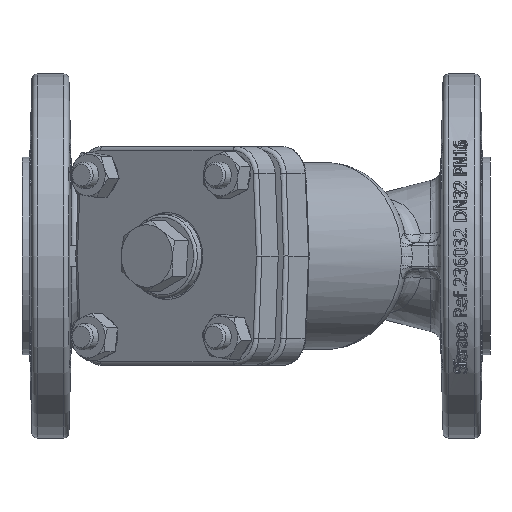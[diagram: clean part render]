
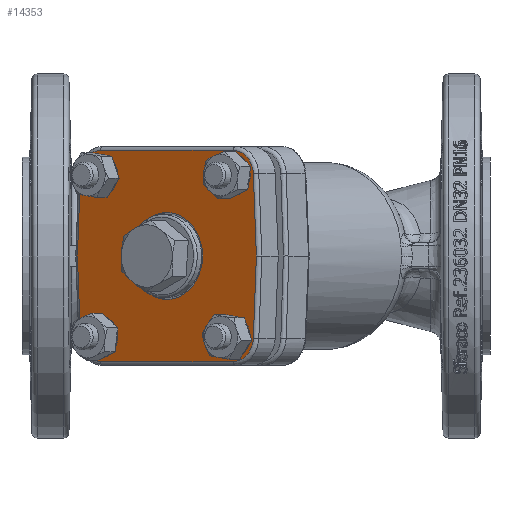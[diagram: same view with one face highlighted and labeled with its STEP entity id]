
A CAD part, front view. The second image highlights one B-rep face of the part: STEP entity #14353.
In plain terms, the highlighted planar face has unit normal (-0.574, -0.819, 0).
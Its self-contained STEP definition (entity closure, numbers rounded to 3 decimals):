
#423=PLANE('',#15289);
#622=FACE_BOUND('',#3126,.T.);
#623=FACE_BOUND('',#3127,.T.);
#624=FACE_BOUND('',#3128,.T.);
#625=FACE_BOUND('',#3129,.T.);
#626=FACE_BOUND('',#3130,.T.);
#1072=CIRCLE('',#15243,16.75);
#1073=CIRCLE('',#15245,6.);
#1075=CIRCLE('',#15248,6.);
#1077=CIRCLE('',#15251,6.);
#1079=CIRCLE('',#15254,6.);
#1097=CIRCLE('',#15290,9.5);
#1098=CIRCLE('',#15291,9.5);
#1099=CIRCLE('',#15292,9.5);
#1100=CIRCLE('',#15293,9.5);
#2122=FACE_OUTER_BOUND('',#3125,.T.);
#3125=EDGE_LOOP('',(#12641,#12642,#12643,#12644,#12645,#12646,#12647,#12648,
#12649,#12650));
#3126=EDGE_LOOP('',(#12651));
#3127=EDGE_LOOP('',(#12652));
#3128=EDGE_LOOP('',(#12653));
#3129=EDGE_LOOP('',(#12654));
#3130=EDGE_LOOP('',(#12655));
#4086=LINE('',#55893,#4827);
#4087=LINE('',#55897,#4828);
#4088=LINE('',#55899,#4829);
#4089=LINE('',#55903,#4830);
#4090=LINE('',#55907,#4831);
#4091=LINE('',#55908,#4832);
#4827=VECTOR('',#17742,1000.);
#4828=VECTOR('',#17745,1000.);
#4829=VECTOR('',#17746,1000.);
#4830=VECTOR('',#17749,1000.);
#4831=VECTOR('',#17752,1000.);
#4832=VECTOR('',#17753,1000.);
#6782=VERTEX_POINT('',#55783);
#6783=VERTEX_POINT('',#55786);
#6785=VERTEX_POINT('',#55791);
#6787=VERTEX_POINT('',#55796);
#6789=VERTEX_POINT('',#55801);
#6819=VERTEX_POINT('',#55889);
#6820=VERTEX_POINT('',#55890);
#6821=VERTEX_POINT('',#55892);
#6822=VERTEX_POINT('',#55894);
#6823=VERTEX_POINT('',#55896);
#6824=VERTEX_POINT('',#55898);
#6825=VERTEX_POINT('',#55900);
#6826=VERTEX_POINT('',#55902);
#6827=VERTEX_POINT('',#55904);
#6828=VERTEX_POINT('',#55906);
#8764=EDGE_CURVE('',#6782,#6782,#1072,.T.);
#8765=EDGE_CURVE('',#6783,#6783,#1073,.T.);
#8767=EDGE_CURVE('',#6785,#6785,#1075,.T.);
#8769=EDGE_CURVE('',#6787,#6787,#1077,.T.);
#8771=EDGE_CURVE('',#6789,#6789,#1079,.T.);
#8811=EDGE_CURVE('',#6819,#6820,#1097,.T.);
#8812=EDGE_CURVE('',#6820,#6821,#4086,.T.);
#8813=EDGE_CURVE('',#6821,#6822,#1098,.T.);
#8814=EDGE_CURVE('',#6822,#6823,#4087,.T.);
#8815=EDGE_CURVE('',#6823,#6824,#4088,.T.);
#8816=EDGE_CURVE('',#6824,#6825,#1099,.T.);
#8817=EDGE_CURVE('',#6825,#6826,#4089,.T.);
#8818=EDGE_CURVE('',#6826,#6827,#1100,.T.);
#8819=EDGE_CURVE('',#6827,#6828,#4090,.T.);
#8820=EDGE_CURVE('',#6828,#6819,#4091,.T.);
#12641=ORIENTED_EDGE('',*,*,#8811,.T.);
#12642=ORIENTED_EDGE('',*,*,#8812,.T.);
#12643=ORIENTED_EDGE('',*,*,#8813,.T.);
#12644=ORIENTED_EDGE('',*,*,#8814,.T.);
#12645=ORIENTED_EDGE('',*,*,#8815,.T.);
#12646=ORIENTED_EDGE('',*,*,#8816,.T.);
#12647=ORIENTED_EDGE('',*,*,#8817,.T.);
#12648=ORIENTED_EDGE('',*,*,#8818,.T.);
#12649=ORIENTED_EDGE('',*,*,#8819,.T.);
#12650=ORIENTED_EDGE('',*,*,#8820,.T.);
#12651=ORIENTED_EDGE('',*,*,#8764,.F.);
#12652=ORIENTED_EDGE('',*,*,#8765,.T.);
#12653=ORIENTED_EDGE('',*,*,#8767,.T.);
#12654=ORIENTED_EDGE('',*,*,#8769,.T.);
#12655=ORIENTED_EDGE('',*,*,#8771,.T.);
#14353=ADVANCED_FACE('',(#2122,#622,#623,#624,#625,#626),#423,.T.);
#15243=AXIS2_PLACEMENT_3D('',#55784,#17624,#17625);
#15245=AXIS2_PLACEMENT_3D('',#55787,#17628,#17629);
#15248=AXIS2_PLACEMENT_3D('',#55792,#17634,#17635);
#15251=AXIS2_PLACEMENT_3D('',#55797,#17640,#17641);
#15254=AXIS2_PLACEMENT_3D('',#55802,#17646,#17647);
#15289=AXIS2_PLACEMENT_3D('',#55888,#17738,#17739);
#15290=AXIS2_PLACEMENT_3D('',#55891,#17740,#17741);
#15291=AXIS2_PLACEMENT_3D('',#55895,#17743,#17744);
#15292=AXIS2_PLACEMENT_3D('',#55901,#17747,#17748);
#15293=AXIS2_PLACEMENT_3D('',#55905,#17750,#17751);
#17624=DIRECTION('center_axis',(-0.574,-0.819,0.));
#17625=DIRECTION('ref_axis',(-0.819,0.574,0.));
#17628=DIRECTION('center_axis',(0.574,0.819,0.));
#17629=DIRECTION('ref_axis',(0.,0.,
1.));
#17634=DIRECTION('center_axis',(0.574,0.819,0.));
#17635=DIRECTION('ref_axis',(0.819,-0.574,0.));
#17640=DIRECTION('center_axis',(0.574,0.819,0.));
#17641=DIRECTION('ref_axis',(0.,0.,
-1.));
#17646=DIRECTION('center_axis',(0.574,0.819,0.));
#17647=DIRECTION('ref_axis',(-0.819,0.574,0.));
#17738=DIRECTION('center_axis',(-0.574,-0.819,0.));
#17739=DIRECTION('ref_axis',(-0.819,0.574,0.));
#17740=DIRECTION('center_axis',(-0.574,-0.819,0.));
#17741=DIRECTION('ref_axis',(-0.819,0.574,0.));
#17742=DIRECTION('',(-0.819,0.574,0.));
#17743=DIRECTION('center_axis',(-0.574,-0.819,0.));
#17744=DIRECTION('ref_axis',(-0.819,0.574,0.));
#17745=DIRECTION('',(-0.036,0.025,-0.999));
#17746=DIRECTION('',(0.036,-0.025,-0.999));
#17747=DIRECTION('center_axis',(-0.574,-0.819,0.));
#17748=DIRECTION('ref_axis',(-0.819,0.574,0.));
#17749=DIRECTION('',(0.819,-0.574,0.));
#17750=DIRECTION('center_axis',(-0.574,-0.819,0.));
#17751=DIRECTION('ref_axis',(-0.819,0.574,0.));
#17752=DIRECTION('',(0.036,-0.025,0.999));
#17753=DIRECTION('',(-0.036,0.025,0.999));
#55783=CARTESIAN_POINT('',(-137.991,-93.606,0.));
#55784=CARTESIAN_POINT('Origin',(-124.271,-103.213,0.));
#55786=CARTESIAN_POINT('',(-98.785,-121.059,-37.113));
#55787=CARTESIAN_POINT('Origin',(-98.785,-121.059,-31.113));
#55791=CARTESIAN_POINT('',(-154.672,-81.926,-31.113));
#55792=CARTESIAN_POINT('Origin',(-149.757,-85.368,-31.113));
#55796=CARTESIAN_POINT('',(-149.757,-85.368,37.113));
#55797=CARTESIAN_POINT('Origin',(-149.757,-85.368,31.113));
#55801=CARTESIAN_POINT('',(-93.87,-124.5,31.113));
#55802=CARTESIAN_POINT('Origin',(-98.785,-121.059,31.113));
#55888=CARTESIAN_POINT('Origin',(-98.785,-121.059,31.113));
#55889=CARTESIAN_POINT('',(-91.01,-126.502,31.533));
#55890=CARTESIAN_POINT('',(-98.785,-121.059,40.613));
#55891=CARTESIAN_POINT('Origin',(-98.785,-121.059,31.113));
#55892=CARTESIAN_POINT('',(-149.757,-85.368,40.613));
#55893=CARTESIAN_POINT('',(-149.757,-85.368,40.613));
#55894=CARTESIAN_POINT('',(-157.531,-79.924,31.533));
#55895=CARTESIAN_POINT('Origin',(-149.757,-85.368,31.113));
#55896=CARTESIAN_POINT('',(-158.674,-79.124,0.));
#55897=CARTESIAN_POINT('',(-157.431,-79.994,34.28));
#55898=CARTESIAN_POINT('',(-157.531,-79.924,-31.533));
#55899=CARTESIAN_POINT('',(-157.531,-79.924,-31.533));
#55900=CARTESIAN_POINT('',(-149.757,-85.368,-40.613));
#55901=CARTESIAN_POINT('Origin',(-149.757,-85.368,-31.113));
#55902=CARTESIAN_POINT('',(-98.785,-121.059,-40.613));
#55903=CARTESIAN_POINT('',(-98.785,-121.059,-40.613));
#55904=CARTESIAN_POINT('',(-91.01,-126.502,-31.533));
#55905=CARTESIAN_POINT('Origin',(-98.785,-121.059,-31.113));
#55906=CARTESIAN_POINT('',(-89.867,-127.303,0.));
#55907=CARTESIAN_POINT('',(-88.759,-128.078,30.571));
#55908=CARTESIAN_POINT('',(-91.01,-126.502,31.533));
